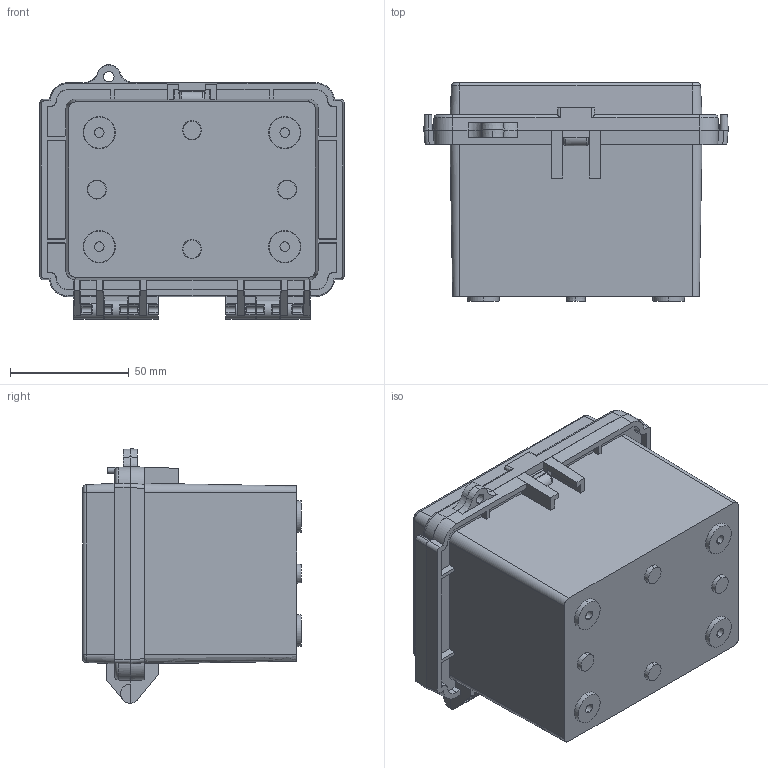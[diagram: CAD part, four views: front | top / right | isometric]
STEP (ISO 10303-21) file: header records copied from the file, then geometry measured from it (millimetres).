
FILE_DESCRIPTION (( 'STEP AP203' ), '1' );
FILE_NAME ('EC-912-9.STEP', '2020-07-20T06:21:06', ( '' ), ( '' ), 'SwSTEP 2.0', 'SolidWorks 2020', '' );
FILE_SCHEMA (( 'CONFIG_CONTROL_DESIGN' ));
Length unit declared in the file: millimetre
Products named in the file (3): EC-912-P-1-G-9; EC-912-P-2; EC-912-9
Assembly tree (2 placements, depth 2):
  EC-912-9
    EC-912-P-1-G-9
    EC-912-P-2
Bounding box: 128 x 92 x 107 mm (x, y, z)
Volume: 169266.4 mm3; surface area: 118422.1 mm2
Topology: 2 solids, 2 shells, 510 faces, 1380 edges, 892 vertices
Faces by surface type: plane 327, cylinder 66, cone 63, bspline 46, torus 8
Entity records: 18682 total; most frequent: CARTESIAN_POINT 6082, ORIENTED_EDGE 2760, DIRECTION 2289, EDGE_CURVE 1380, LINE 947, VECTOR 947, VERTEX_POINT 892, AXIS2_PLACEMENT_3D 671
